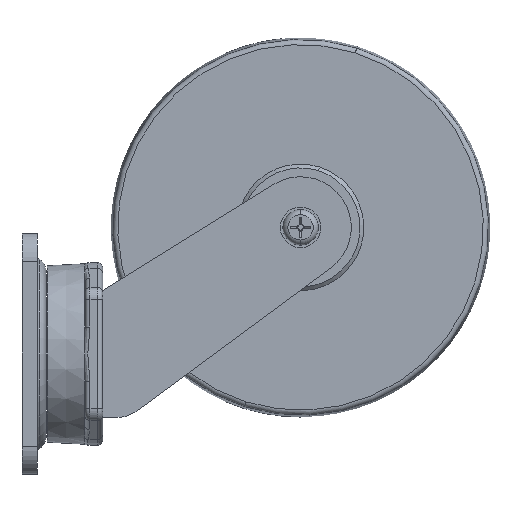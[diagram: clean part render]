
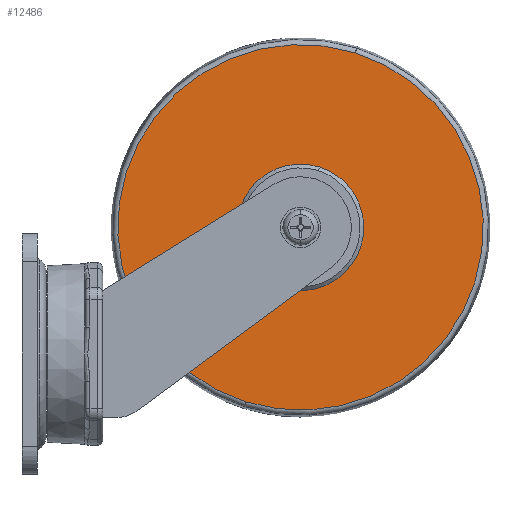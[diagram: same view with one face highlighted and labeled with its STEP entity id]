
A CAD part, left-side view. The second image highlights one B-rep face of the part: STEP entity #12486.
In plain terms, the highlighted planar face has unit normal (-1, 0, 0).
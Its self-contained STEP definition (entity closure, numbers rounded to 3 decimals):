
#1704 = AXIS2_PLACEMENT_3D ( 'NONE', #8184, #19706, #9855 ) ;
#1988 = DIRECTION ( 'NONE',  ( -1., 0., 0. ) ) ;
#2271 = PLANE ( 'NONE',  #12424 ) ;
#2778 = CIRCLE ( 'NONE', #1704, 25. ) ;
#3199 = ORIENTED_EDGE ( 'NONE', *, *, #19918, .T. ) ;
#3202 = CARTESIAN_POINT ( 'NONE',  ( -20., -78.15, 50. ) ) ;
#3320 = DIRECTION ( 'NONE',  ( -1., 0., 0. ) ) ;
#3408 = CARTESIAN_POINT ( 'NONE',  ( -20., -85.617, 73.859 ) ) ;
#3639 = VERTEX_POINT ( 'NONE', #3408 ) ;
#3741 = AXIS2_PLACEMENT_3D ( 'NONE', #3202, #14712, #4858 ) ;
#4858 = DIRECTION ( 'NONE',  ( 0., 0.299, -0.954 ) ) ;
#4861 = VERTEX_POINT ( 'NONE', #20936 ) ;
#4891 = ORIENTED_EDGE ( 'NONE', *, *, #17642, .T. ) ;
#6266 = FACE_BOUND ( 'NONE', #6982, .T. ) ;
#6821 = EDGE_CURVE ( 'NONE', #14286, #11255, #9625, .T. ) ;
#6982 = EDGE_LOOP ( 'NONE', ( #15722, #3199 ) ) ;
#7768 = CARTESIAN_POINT ( 'NONE',  ( -20., -56.59, -18.887 ) ) ;
#8184 = CARTESIAN_POINT ( 'NONE',  ( -20., -78.15, 50. ) ) ;
#8968 = DIRECTION ( 'NONE',  ( 0., 0.299, -0.954 ) ) ;
#9625 = CIRCLE ( 'NONE', #15931, 72.182 ) ;
#9855 = DIRECTION ( 'NONE',  ( 0., 0.299, -0.954 ) ) ;
#10570 = CARTESIAN_POINT ( 'NONE',  ( -20., -54.291, 57.467 ) ) ;
#11255 = VERTEX_POINT ( 'NONE', #15948 ) ;
#11869 = CARTESIAN_POINT ( 'NONE',  ( -20., -78.15, 50. ) ) ;
#12424 = AXIS2_PLACEMENT_3D ( 'NONE', #10570, #18815, #8968 ) ;
#12486 = ADVANCED_FACE ( 'NONE', ( #14991, #6266 ), #2271, .F. ) ;
#13109 = CIRCLE ( 'NONE', #3741, 25. ) ;
#13181 = CARTESIAN_POINT ( 'NONE',  ( -20., -78.15, 50. ) ) ;
#13517 = DIRECTION ( 'NONE',  ( 0., 0.299, -0.954 ) ) ;
#14171 = ORIENTED_EDGE ( 'NONE', *, *, #6821, .T. ) ;
#14239 = AXIS2_PLACEMENT_3D ( 'NONE', #13181, #3320, #14829 ) ;
#14286 = VERTEX_POINT ( 'NONE', #7768 ) ;
#14712 = DIRECTION ( 'NONE',  ( 1., 0., 0. ) ) ;
#14829 = DIRECTION ( 'NONE',  ( 0., 0.299, -0.954 ) ) ;
#14991 = FACE_OUTER_BOUND ( 'NONE', #16696, .T. ) ;
#15722 = ORIENTED_EDGE ( 'NONE', *, *, #18544, .T. ) ;
#15931 = AXIS2_PLACEMENT_3D ( 'NONE', #11869, #1988, #13517 ) ;
#15948 = CARTESIAN_POINT ( 'NONE',  ( -20., -99.71, 118.887 ) ) ;
#16696 = EDGE_LOOP ( 'NONE', ( #14171, #4891 ) ) ;
#17642 = EDGE_CURVE ( 'NONE', #11255, #14286, #17767, .T. ) ;
#17767 = CIRCLE ( 'NONE', #14239, 72.182 ) ;
#18544 = EDGE_CURVE ( 'NONE', #4861, #3639, #13109, .T. ) ;
#18815 = DIRECTION ( 'NONE',  ( 1., 0., 0. ) ) ;
#19706 = DIRECTION ( 'NONE',  ( 1., 0., 0. ) ) ;
#19918 = EDGE_CURVE ( 'NONE', #3639, #4861, #2778, .T. ) ;
#20936 = CARTESIAN_POINT ( 'NONE',  ( -20., -70.683, 26.141 ) ) ;
